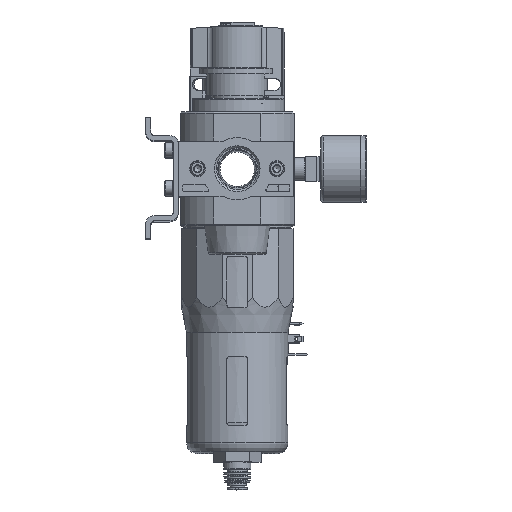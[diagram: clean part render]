
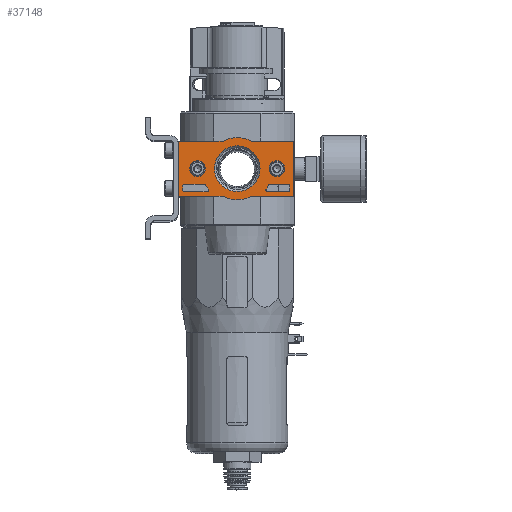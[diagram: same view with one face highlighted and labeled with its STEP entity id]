
A CAD part, top view. The second image highlights one B-rep face of the part: STEP entity #37148.
In plain terms, the highlighted face is planar.
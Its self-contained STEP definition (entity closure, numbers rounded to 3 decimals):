
#1827=CIRCLE('',#53678,18.);
#1828=CIRCLE('',#53679,18.);
#1829=CIRCLE('',#53680,4.537);
#1830=CIRCLE('',#53681,4.537);
#1831=CIRCLE('',#53682,13.221);
#1832=CIRCLE('',#53683,1.);
#1833=CIRCLE('',#53684,1.);
#1834=CIRCLE('',#53685,1.);
#1835=CIRCLE('',#53686,20.6);
#1836=CIRCLE('',#53687,1.);
#1837=CIRCLE('',#53688,1.);
#1838=CIRCLE('',#53689,20.5);
#1839=CIRCLE('',#53690,1.);
#1840=CIRCLE('',#53691,1.);
#1841=CIRCLE('',#53692,1.);
#3759=ORIENTED_EDGE('',*,*,#14669,.F.);
#3760=ORIENTED_EDGE('',*,*,#14670,.F.);
#3761=ORIENTED_EDGE('',*,*,#14671,.F.);
#3762=ORIENTED_EDGE('',*,*,#14672,.F.);
#3763=ORIENTED_EDGE('',*,*,#14673,.F.);
#3764=ORIENTED_EDGE('',*,*,#14674,.F.);
#3765=ORIENTED_EDGE('',*,*,#14675,.F.);
#3766=ORIENTED_EDGE('',*,*,#14676,.F.);
#3767=ORIENTED_EDGE('',*,*,#14677,.F.);
#3768=ORIENTED_EDGE('',*,*,#14678,.F.);
#3769=ORIENTED_EDGE('',*,*,#14679,.T.);
#3770=ORIENTED_EDGE('',*,*,#14680,.T.);
#3771=ORIENTED_EDGE('',*,*,#14681,.T.);
#3772=ORIENTED_EDGE('',*,*,#14682,.T.);
#3773=ORIENTED_EDGE('',*,*,#14683,.T.);
#3774=ORIENTED_EDGE('',*,*,#14684,.T.);
#3775=ORIENTED_EDGE('',*,*,#14685,.F.);
#3776=ORIENTED_EDGE('',*,*,#14686,.T.);
#3777=ORIENTED_EDGE('',*,*,#14687,.T.);
#3778=ORIENTED_EDGE('',*,*,#14688,.T.);
#3779=ORIENTED_EDGE('',*,*,#14689,.F.);
#3780=ORIENTED_EDGE('',*,*,#14690,.T.);
#3781=ORIENTED_EDGE('',*,*,#14691,.T.);
#3782=ORIENTED_EDGE('',*,*,#14692,.T.);
#3783=ORIENTED_EDGE('',*,*,#14693,.T.);
#3784=ORIENTED_EDGE('',*,*,#14694,.T.);
#3785=ORIENTED_EDGE('',*,*,#14695,.T.);
#14669=EDGE_CURVE('',#20124,#20125,#23850,.T.);
#14670=EDGE_CURVE('',#20126,#20124,#23851,.T.);
#14671=EDGE_CURVE('',#20127,#20126,#1827,.T.);
#14672=EDGE_CURVE('',#20128,#20127,#23852,.T.);
#14673=EDGE_CURVE('',#20129,#20128,#23853,.T.);
#14674=EDGE_CURVE('',#20130,#20129,#23854,.T.);
#14675=EDGE_CURVE('',#20131,#20130,#1828,.T.);
#14676=EDGE_CURVE('',#20125,#20131,#23855,.T.);
#14677=EDGE_CURVE('',#20132,#20132,#1829,.F.);
#14678=EDGE_CURVE('',#20133,#20133,#1830,.F.);
#14679=EDGE_CURVE('',#20134,#20134,#1831,.T.);
#14680=EDGE_CURVE('',#20135,#20136,#1832,.T.);
#14681=EDGE_CURVE('',#20136,#20137,#23856,.T.);
#14682=EDGE_CURVE('',#20137,#20138,#1833,.T.);
#14683=EDGE_CURVE('',#20138,#20139,#23857,.T.);
#14684=EDGE_CURVE('',#20139,#20140,#1834,.T.);
#14685=EDGE_CURVE('',#20141,#20140,#1835,.T.);
#14686=EDGE_CURVE('',#20141,#20142,#1836,.T.);
#14687=EDGE_CURVE('',#20142,#20135,#23858,.T.);
#14688=EDGE_CURVE('',#20143,#20144,#1837,.T.);
#14689=EDGE_CURVE('',#20145,#20144,#1838,.T.);
#14690=EDGE_CURVE('',#20145,#20146,#1839,.T.);
#14691=EDGE_CURVE('',#20146,#20147,#23859,.T.);
#14692=EDGE_CURVE('',#20147,#20148,#1840,.T.);
#14693=EDGE_CURVE('',#20148,#20149,#23860,.T.);
#14694=EDGE_CURVE('',#20149,#20150,#1841,.T.);
#14695=EDGE_CURVE('',#20150,#20143,#23861,.T.);
#20124=VERTEX_POINT('',#69628);
#20125=VERTEX_POINT('',#69629);
#20126=VERTEX_POINT('',#69631);
#20127=VERTEX_POINT('',#69633);
#20128=VERTEX_POINT('',#69635);
#20129=VERTEX_POINT('',#69637);
#20130=VERTEX_POINT('',#69639);
#20131=VERTEX_POINT('',#69641);
#20132=VERTEX_POINT('',#69644);
#20133=VERTEX_POINT('',#69646);
#20134=VERTEX_POINT('',#69648);
#20135=VERTEX_POINT('',#69650);
#20136=VERTEX_POINT('',#69651);
#20137=VERTEX_POINT('',#69653);
#20138=VERTEX_POINT('',#69655);
#20139=VERTEX_POINT('',#69657);
#20140=VERTEX_POINT('',#69659);
#20141=VERTEX_POINT('',#69661);
#20142=VERTEX_POINT('',#69663);
#20143=VERTEX_POINT('',#69666);
#20144=VERTEX_POINT('',#69667);
#20145=VERTEX_POINT('',#69669);
#20146=VERTEX_POINT('',#69671);
#20147=VERTEX_POINT('',#69673);
#20148=VERTEX_POINT('',#69675);
#20149=VERTEX_POINT('',#69677);
#20150=VERTEX_POINT('',#69679);
#23850=LINE('',#69627,#26785);
#23851=LINE('',#69630,#26786);
#23852=LINE('',#69634,#26787);
#23853=LINE('',#69636,#26788);
#23854=LINE('',#69638,#26789);
#23855=LINE('',#69642,#26790);
#23856=LINE('',#69652,#26791);
#23857=LINE('',#69656,#26792);
#23858=LINE('',#69664,#26793);
#23859=LINE('',#69672,#26794);
#23860=LINE('',#69676,#26795);
#23861=LINE('',#69680,#26796);
#26785=VECTOR('',#58018,1000.);
#26786=VECTOR('',#58019,1000.);
#26787=VECTOR('',#58022,1000.);
#26788=VECTOR('',#58023,1000.);
#26789=VECTOR('',#58024,1000.);
#26790=VECTOR('',#58027,1000.);
#26791=VECTOR('',#58036,1000.);
#26792=VECTOR('',#58039,1000.);
#26793=VECTOR('',#58046,1000.);
#26794=VECTOR('',#58053,1000.);
#26795=VECTOR('',#58056,1000.);
#26796=VECTOR('',#58059,1000.);
#29720=EDGE_LOOP('',(#3759,#3760,#3761,#3762,#3763,#3764,#3765,#3766));
#29721=EDGE_LOOP('',(#3767));
#29722=EDGE_LOOP('',(#3768));
#29723=EDGE_LOOP('',(#3769));
#29724=EDGE_LOOP('',(#3770,#3771,#3772,#3773,#3774,#3775,#3776,#3777));
#29725=EDGE_LOOP('',(#3778,#3779,#3780,#3781,#3782,#3783,#3784,#3785));
#32761=FACE_BOUND('',#29720,.T.);
#32762=FACE_BOUND('',#29721,.T.);
#32763=FACE_BOUND('',#29722,.T.);
#32764=FACE_BOUND('',#29723,.T.);
#32765=FACE_BOUND('',#29724,.T.);
#32766=FACE_BOUND('',#29725,.T.);
#35816=PLANE('',#53677);
#37148=ADVANCED_FACE('',(#32761,#32762,#32763,#32764,#32765,#32766),#35816,
 .F.);
#53677=AXIS2_PLACEMENT_3D('',#69626,#58016,#58017);
#53678=AXIS2_PLACEMENT_3D('',#69632,#58020,#58021);
#53679=AXIS2_PLACEMENT_3D('',#69640,#58025,#58026);
#53680=AXIS2_PLACEMENT_3D('',#69643,#58028,#58029);
#53681=AXIS2_PLACEMENT_3D('',#69645,#58030,#58031);
#53682=AXIS2_PLACEMENT_3D('',#69647,#58032,#58033);
#53683=AXIS2_PLACEMENT_3D('',#69649,#58034,#58035);
#53684=AXIS2_PLACEMENT_3D('',#69654,#58037,#58038);
#53685=AXIS2_PLACEMENT_3D('',#69658,#58040,#58041);
#53686=AXIS2_PLACEMENT_3D('',#69660,#58042,#58043);
#53687=AXIS2_PLACEMENT_3D('',#69662,#58044,#58045);
#53688=AXIS2_PLACEMENT_3D('',#69665,#58047,#58048);
#53689=AXIS2_PLACEMENT_3D('',#69668,#58049,#58050);
#53690=AXIS2_PLACEMENT_3D('',#69670,#58051,#58052);
#53691=AXIS2_PLACEMENT_3D('',#69674,#58054,#58055);
#53692=AXIS2_PLACEMENT_3D('',#69678,#58057,#58058);
#58016=DIRECTION('',(0.,0.,1.));
#58017=DIRECTION('',(1.,0.,0.));
#58018=DIRECTION('',(0.,-1.,0.));
#58019=DIRECTION('',(-1.,0.,0.));
#58020=DIRECTION('',(0.,0.,1.));
#58021=DIRECTION('',(1.,0.,0.));
#58022=DIRECTION('',(-1.,0.,0.));
#58023=DIRECTION('',(0.,1.,0.));
#58024=DIRECTION('',(1.,0.,0.));
#58025=DIRECTION('',(0.,0.,1.));
#58026=DIRECTION('',(1.,0.,0.));
#58027=DIRECTION('',(1.,0.,0.));
#58028=DIRECTION('',(0.,0.,1.));
#58029=DIRECTION('',(1.,0.,0.));
#58030=DIRECTION('',(0.,0.,1.));
#58031=DIRECTION('',(1.,0.,0.));
#58032=DIRECTION('',(0.,0.,1.));
#58033=DIRECTION('',(1.,0.,0.));
#58034=DIRECTION('',(0.,0.,1.));
#58035=DIRECTION('',(1.,0.,0.));
#58036=DIRECTION('',(0.,-1.,0.));
#58037=DIRECTION('',(0.,0.,1.));
#58038=DIRECTION('',(1.,0.,0.));
#58039=DIRECTION('',(1.,0.,0.));
#58040=DIRECTION('',(0.,0.,1.));
#58041=DIRECTION('',(1.,0.,0.));
#58042=DIRECTION('',(0.,0.,1.));
#58043=DIRECTION('',(1.,0.,0.));
#58044=DIRECTION('',(0.,0.,1.));
#58045=DIRECTION('',(1.,0.,0.));
#58046=DIRECTION('',(-1.,0.,0.));
#58047=DIRECTION('',(0.,0.,1.));
#58048=DIRECTION('',(1.,0.,0.));
#58049=DIRECTION('',(0.,0.,1.));
#58050=DIRECTION('',(1.,0.,0.));
#58051=DIRECTION('',(0.,0.,1.));
#58052=DIRECTION('',(1.,0.,0.));
#58053=DIRECTION('',(1.,0.,0.));
#58054=DIRECTION('',(0.,0.,1.));
#58055=DIRECTION('',(1.,0.,0.));
#58056=DIRECTION('',(0.,1.,0.));
#58057=DIRECTION('',(0.,0.,1.));
#58058=DIRECTION('',(1.,0.,0.));
#58059=DIRECTION('',(-1.,0.,0.));
#69626=CARTESIAN_POINT('',(-0.6,0.,-7.5));
#69627=CARTESIAN_POINT('',(-33.5,16.,-7.5));
#69628=CARTESIAN_POINT('',(-33.5,16.,-7.5));
#69629=CARTESIAN_POINT('',(-33.5,-16.,-7.5));
#69630=CARTESIAN_POINT('',(-8.846,16.,-7.5));
#69631=CARTESIAN_POINT('',(-8.846,16.,-7.5));
#69632=CARTESIAN_POINT('',(-0.6,0.,-7.5));
#69633=CARTESIAN_POINT('',(7.646,16.,-7.5));
#69634=CARTESIAN_POINT('',(33.5,16.,-7.5));
#69635=CARTESIAN_POINT('',(33.5,16.,-7.5));
#69636=CARTESIAN_POINT('',(33.5,-16.,-7.5));
#69637=CARTESIAN_POINT('',(33.5,-16.,-7.5));
#69638=CARTESIAN_POINT('',(7.646,-16.,-7.5));
#69639=CARTESIAN_POINT('',(7.646,-16.,-7.5));
#69640=CARTESIAN_POINT('',(-0.6,0.,-7.5));
#69641=CARTESIAN_POINT('',(-8.846,-16.,-7.5));
#69642=CARTESIAN_POINT('',(-33.5,-16.,-7.5));
#69643=CARTESIAN_POINT('',(22.4,0.,-7.5));
#69644=CARTESIAN_POINT('',(26.937,0.,-7.5));
#69645=CARTESIAN_POINT('',(-23.6,0.,-7.5));
#69646=CARTESIAN_POINT('',(-19.063,0.,-7.5));
#69647=CARTESIAN_POINT('',(-0.6,0.,-7.5));
#69648=CARTESIAN_POINT('',(12.621,0.,-7.5));
#69649=CARTESIAN_POINT('',(-30.,-10.,-7.5));
#69650=CARTESIAN_POINT('',(-30.,-9.,-7.5));
#69651=CARTESIAN_POINT('',(-31.,-10.,-7.5));
#69652=CARTESIAN_POINT('',(-31.,-10.,-7.5));
#69653=CARTESIAN_POINT('',(-31.,-12.5,-7.5));
#69654=CARTESIAN_POINT('',(-30.,-12.5,-7.5));
#69655=CARTESIAN_POINT('',(-30.,-13.5,-7.5));
#69656=CARTESIAN_POINT('',(-30.,-13.5,-7.5));
#69657=CARTESIAN_POINT('',(-18.216,-13.5,-7.5));
#69658=CARTESIAN_POINT('',(-18.216,-12.5,-7.5));
#69659=CARTESIAN_POINT('',(-17.4,-11.921,-7.5));
#69660=CARTESIAN_POINT('',(-0.6,0.,-7.5));
#69661=CARTESIAN_POINT('',(-18.859,-9.537,-7.5));
#69662=CARTESIAN_POINT('',(-19.746,-10.,-7.5));
#69663=CARTESIAN_POINT('',(-19.746,-9.,-7.5));
#69664=CARTESIAN_POINT('',(-19.746,-9.,-7.5));
#69665=CARTESIAN_POINT('',(18.433,-10.,-7.5));
#69666=CARTESIAN_POINT('',(18.433,-9.,-7.5));
#69667=CARTESIAN_POINT('',(17.548,-9.535,-7.5));
#69668=CARTESIAN_POINT('',(-0.6,0.,-7.5));
#69669=CARTESIAN_POINT('',(16.079,-11.919,-7.5));
#69670=CARTESIAN_POINT('',(16.893,-12.5,-7.5));
#69671=CARTESIAN_POINT('',(16.893,-13.5,-7.5));
#69672=CARTESIAN_POINT('',(16.893,-13.5,-7.5));
#69673=CARTESIAN_POINT('',(30.,-13.5,-7.5));
#69674=CARTESIAN_POINT('',(30.,-12.5,-7.5));
#69675=CARTESIAN_POINT('',(31.,-12.5,-7.5));
#69676=CARTESIAN_POINT('',(31.,-12.5,-7.5));
#69677=CARTESIAN_POINT('',(31.,-10.,-7.5));
#69678=CARTESIAN_POINT('',(30.,-10.,-7.5));
#69679=CARTESIAN_POINT('',(30.,-9.,-7.5));
#69680=CARTESIAN_POINT('',(30.,-9.,-7.5));
